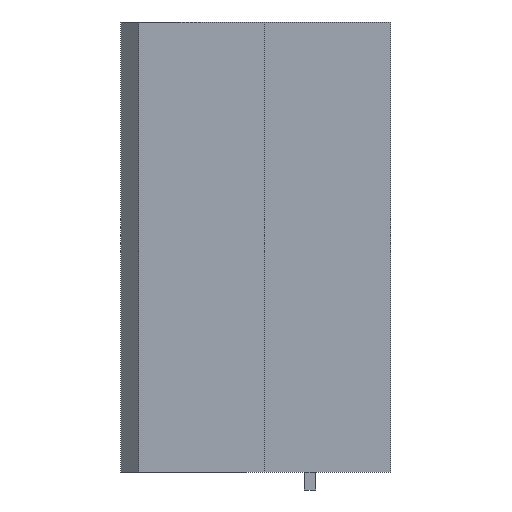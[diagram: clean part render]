
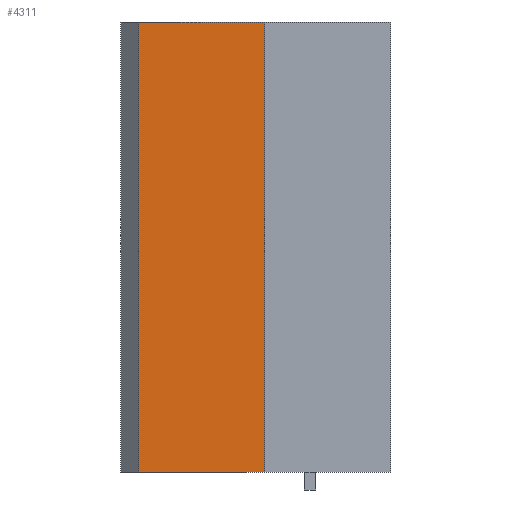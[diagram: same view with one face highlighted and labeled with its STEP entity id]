
A CAD part, left-side view. The second image highlights one B-rep face of the part: STEP entity #4311.
In plain terms, the highlighted planar face has unit normal (-1, 0, 0).
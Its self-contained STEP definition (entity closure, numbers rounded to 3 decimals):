
#1745 = VERTEX_POINT('',#1746);
#1746 = CARTESIAN_POINT('',(-11.8,2.5,0.));
#2123 = VERTEX_POINT('',#2124);
#2124 = CARTESIAN_POINT('',(-11.8,2.5,25.));
#2145 = EDGE_CURVE('',#1745,#2146,#2148,.T.);
#2146 = VERTEX_POINT('',#2147);
#2147 = CARTESIAN_POINT('',(-11.8,9.5,0.));
#2148 = LINE('',#2149,#2150);
#2149 = CARTESIAN_POINT('',(-11.8,-4.5,0.));
#2150 = VECTOR('',#2151,1.);
#2151 = DIRECTION('',(0.,1.,0.));
#2172 = VERTEX_POINT('',#2173);
#2173 = CARTESIAN_POINT('',(-11.8,9.5,25.));
#2179 = EDGE_CURVE('',#2146,#2172,#2180,.T.);
#2180 = LINE('',#2181,#2182);
#2181 = CARTESIAN_POINT('',(-11.8,9.5,0.));
#2182 = VECTOR('',#2183,1.);
#2183 = DIRECTION('',(0.,0.,1.));
#2193 = EDGE_CURVE('',#2123,#2172,#2194,.T.);
#2194 = LINE('',#2195,#2196);
#2195 = CARTESIAN_POINT('',(-11.8,-4.5,25.));
#2196 = VECTOR('',#2197,1.);
#2197 = DIRECTION('',(0.,1.,0.));
#4311 = ADVANCED_FACE('',(#4312),#4323,.T.);
#4312 = FACE_BOUND('',#4313,.T.);
#4313 = EDGE_LOOP('',(#4314,#4315,#4321,#4322));
#4314 = ORIENTED_EDGE('',*,*,#2145,.F.);
#4315 = ORIENTED_EDGE('',*,*,#4316,.T.);
#4316 = EDGE_CURVE('',#1745,#2123,#4317,.T.);
#4317 = LINE('',#4318,#4319);
#4318 = CARTESIAN_POINT('',(-11.8,2.5,0.));
#4319 = VECTOR('',#4320,1.);
#4320 = DIRECTION('',(0.,0.,1.));
#4321 = ORIENTED_EDGE('',*,*,#2193,.T.);
#4322 = ORIENTED_EDGE('',*,*,#2179,.F.);
#4323 = PLANE('',#4324);
#4324 = AXIS2_PLACEMENT_3D('',#4325,#4326,#4327);
#4325 = CARTESIAN_POINT('',(-11.8,-4.5,0.));
#4326 = DIRECTION('',(-1.,0.,0.));
#4327 = DIRECTION('',(0.,1.,0.));
